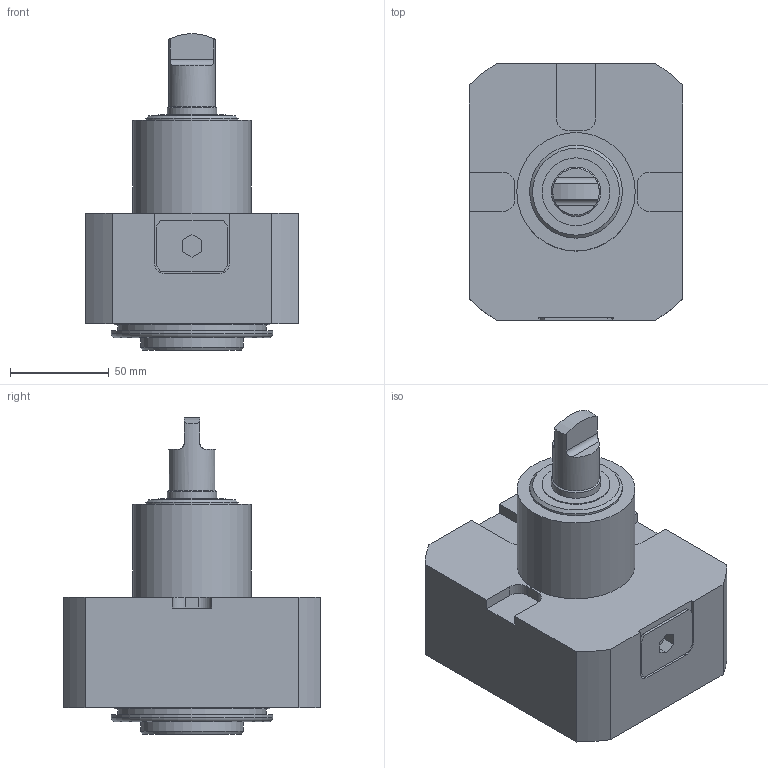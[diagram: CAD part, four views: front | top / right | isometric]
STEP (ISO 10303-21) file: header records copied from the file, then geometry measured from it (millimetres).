
FILE_DESCRIPTION(/* description */ (''),/* implementation_level */ '2;1');
FILE_NAME(/* name */ '1562133932473.stp',/* time_stamp */ '2019-07-03T08:05:37+02:00',/* author */ (''),/* organization */ ('SMS'),/* preprocessor_version */ 'ST-DEVELOPER v16.7',/* originating_system */ 'SIEMENS PLM Software NX 12.0',/* authorisation */ '');
FILE_SCHEMA (('AUTOMOTIVE_DESIGN { 1 0 10303 214 3 1 1 1 }'));
Length unit declared in the file: millimetre
Products named in the file (1): 200836513mod000_03
Bounding box: 108 x 130 x 160.5 mm (x, y, z)
Volume: 933142.6 mm3; surface area: 73097.5 mm2
Topology: 1 solids, 1 shells, 81 faces, 207 edges, 143 vertices
Faces by surface type: plane 47, cylinder 29, cone 3, bspline 1, torus 1
Full cylindrical faces by diameter (mm): 3 x1, 23.585 x1, 25 x1, 34.307 x1, 47 x1, 52 x1, 60 x1, 75 x1, 79 x1, 82 x1
Entity records: 2695 total; most frequent: CARTESIAN_POINT 703, DIRECTION 398, ORIENTED_EDGE 380, EDGE_CURVE 190, AXIS2_PLACEMENT_3D 142, VERTEX_POINT 138, LINE 114, VECTOR 114
